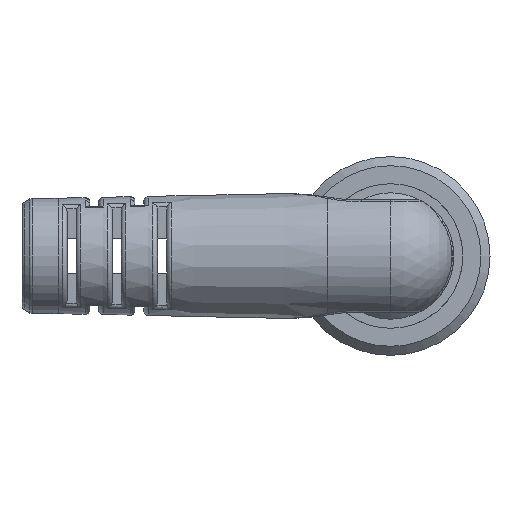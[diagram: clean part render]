
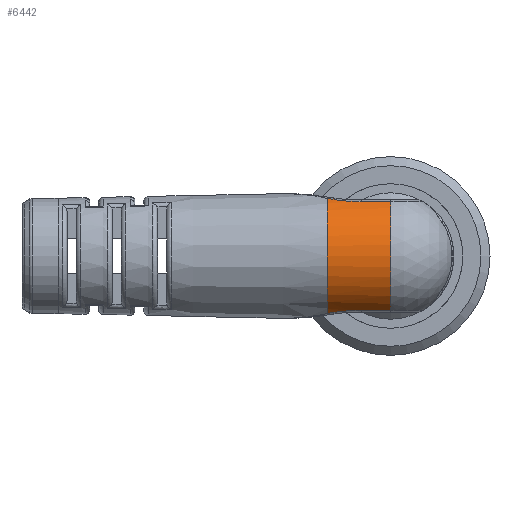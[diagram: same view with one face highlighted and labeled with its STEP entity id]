
A CAD part, front view. The second image highlights one B-rep face of the part: STEP entity #6442.
In plain terms, the highlighted cylindrical face has radius 3.5 mm (diameter 7 mm), a partial arc.
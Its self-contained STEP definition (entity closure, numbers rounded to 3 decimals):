
#211=B_SPLINE_CURVE_WITH_KNOTS('',3,(#9602,#9603,#9604,#9605,#9606,#9607),
 .UNSPECIFIED.,.F.,.F.,(4,1,1,4),(-0.272,-0.185,
-0.126,-0.082),.UNSPECIFIED.);
#224=B_SPLINE_CURVE_WITH_KNOTS('',3,(#9906,#9907,#9908,#9909,#9910,#9911),
 .UNSPECIFIED.,.F.,.F.,(4,1,1,4),(-0.19,-0.146,
-0.088,0.),.UNSPECIFIED.);
#407=LINE('',#9612,#714);
#419=LINE('',#9874,#726);
#714=VECTOR('',#7870,1.625);
#726=VECTOR('',#7926,1.625);
#1415=CYLINDRICAL_SURFACE('',#6985,3.5);
#1750=FACE_OUTER_BOUND('',#2244,.T.);
#2244=EDGE_LOOP('',(#4889,#4890,#4891,#4892,#4893,#4894));
#2663=CIRCLE('',#6962,3.5);
#2686=CIRCLE('',#6986,3.5);
#2995=VERTEX_POINT('',#9542);
#2998=VERTEX_POINT('',#9600);
#3000=VERTEX_POINT('',#9610);
#3013=VERTEX_POINT('',#9835);
#3019=VERTEX_POINT('',#9864);
#3021=VERTEX_POINT('',#9872);
#3654=EDGE_CURVE('',#2998,#2995,#211,.T.);
#3656=EDGE_CURVE('',#3000,#2998,#407,.T.);
#3692=EDGE_CURVE('',#3021,#3019,#419,.T.);
#3694=EDGE_CURVE('',#3013,#3021,#224,.T.);
#3723=EDGE_CURVE('',#3013,#2995,#2663,.T.);
#3766=EDGE_CURVE('',#3019,#3000,#2686,.T.);
#4889=ORIENTED_EDGE('',*,*,#3656,.F.);
#4890=ORIENTED_EDGE('',*,*,#3766,.F.);
#4891=ORIENTED_EDGE('',*,*,#3692,.F.);
#4892=ORIENTED_EDGE('',*,*,#3694,.F.);
#4893=ORIENTED_EDGE('',*,*,#3723,.T.);
#4894=ORIENTED_EDGE('',*,*,#3654,.F.);
#6442=ADVANCED_FACE('',(#1750),#1415,.T.);
#6962=AXIS2_PLACEMENT_3D('',#10437,#7968,#7969);
#6985=AXIS2_PLACEMENT_3D('',#10544,#8026,#8027);
#6986=AXIS2_PLACEMENT_3D('',#10545,#8028,#8029);
#7870=DIRECTION('',(-1.,0.,0.));
#7926=DIRECTION('',(1.,0.,0.));
#7968=DIRECTION('center_axis',(1.,0.,0.));
#7969=DIRECTION('ref_axis',(0.,1.,0.));
#8026=DIRECTION('center_axis',(1.,0.,0.));
#8027=DIRECTION('ref_axis',(0.,-1.,0.));
#8028=DIRECTION('center_axis',(1.,0.,0.));
#8029=DIRECTION('ref_axis',(0.,1.,0.));
#9542=CARTESIAN_POINT('',(0.001,-3.187,1.447));
#9600=CARTESIAN_POINT('',(1.875,-3.,1.803));
#9602=CARTESIAN_POINT('Ctrl Pts',(1.875,-3.,1.803));
#9603=CARTESIAN_POINT('Ctrl Pts',(1.583,-3.,1.803));
#9604=CARTESIAN_POINT('Ctrl Pts',(1.093,-3.023,1.766));
#9605=CARTESIAN_POINT('Ctrl Pts',(0.468,-3.102,1.624));
#9606=CARTESIAN_POINT('Ctrl Pts',(0.142,-3.161,1.505));
#9607=CARTESIAN_POINT('Ctrl Pts',(0.005,-3.189,
1.443));
#9610=CARTESIAN_POINT('',(3.5,-3.,1.803));
#9612=CARTESIAN_POINT('',(3.5,-3.,1.803));
#9835=CARTESIAN_POINT('',(0.001,3.187,1.447));
#9864=CARTESIAN_POINT('',(3.5,3.,1.803));
#9872=CARTESIAN_POINT('',(1.875,3.,1.803));
#9874=CARTESIAN_POINT('',(1.875,3.,1.803));
#9906=CARTESIAN_POINT('Ctrl Pts',(0.005,3.189,1.443));
#9907=CARTESIAN_POINT('Ctrl Pts',(0.142,3.161,1.505));
#9908=CARTESIAN_POINT('Ctrl Pts',(0.468,3.102,1.624));
#9909=CARTESIAN_POINT('Ctrl Pts',(1.093,3.023,1.766));
#9910=CARTESIAN_POINT('Ctrl Pts',(1.583,3.,1.803));
#9911=CARTESIAN_POINT('Ctrl Pts',(1.875,3.,1.803));
#10437=CARTESIAN_POINT('Origin',(0.,0.,0.));
#10544=CARTESIAN_POINT('Origin',(0.,0.,0.));
#10545=CARTESIAN_POINT('Origin',(3.5,0.,0.));
